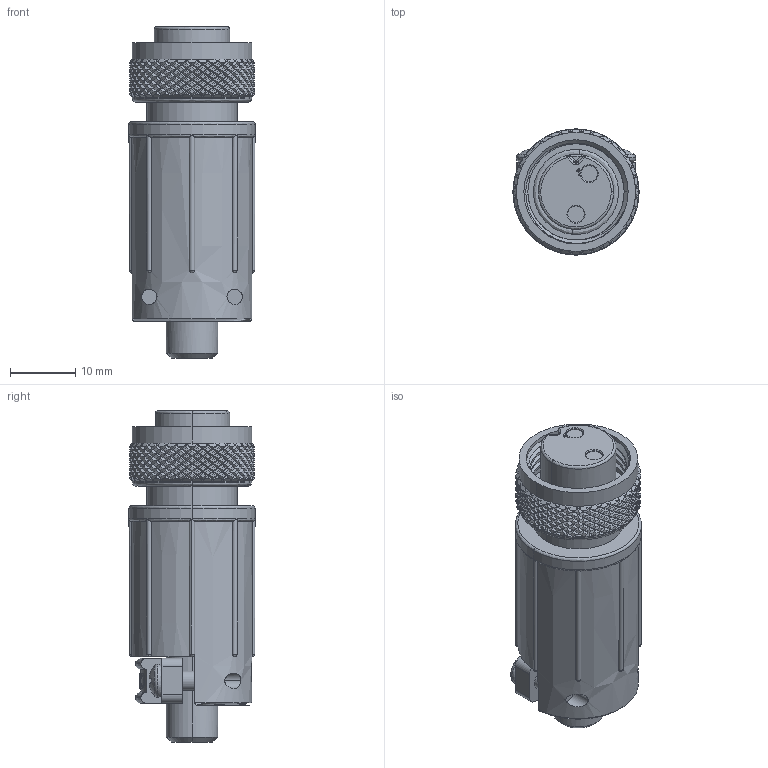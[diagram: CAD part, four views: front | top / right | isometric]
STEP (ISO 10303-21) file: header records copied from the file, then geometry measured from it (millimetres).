
FILE_DESCRIPTION (( 'STEP AP214' ), '1' );
FILE_NAME ('SF6382-2SG-520.STEP', '2012-09-14T14:28:33', ( 'J0FPBF1' ), ( '' ), 'SwSTEP 2.0', 'SolidWorks 2011', '' );
FILE_SCHEMA (( 'AUTOMOTIVE_DESIGN' ));
Products named in the file (1): SF6382-2SG-520
Bounding box: 19.38 x 19.38 x 50.98 mm (x, y, z)
Volume: 10580.1 mm3; surface area: 5089.5 mm2
Topology: 1 solids, 1 shells, 2203 faces, 4701 edges, 2504 vertices
Faces by surface type: bspline 1647, cylinder 435, plane 101, cone 20
Entity records: 111020 total; most frequent: CARTESIAN_POINT 80294, ORIENTED_EDGE 9374, EDGE_CURVE 4687, DIRECTION 2590, VERTEX_POINT 2504, EDGE_LOOP 2225, ADVANCED_FACE 2203, FACE_OUTER_BOUND 2203
